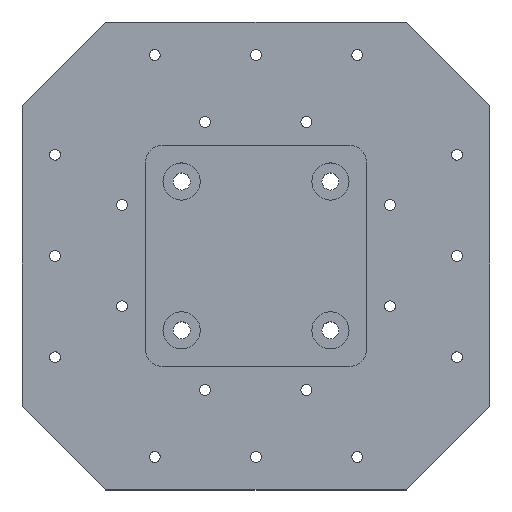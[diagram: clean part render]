
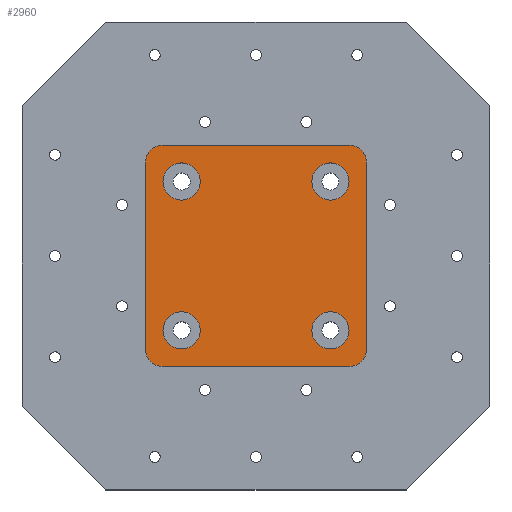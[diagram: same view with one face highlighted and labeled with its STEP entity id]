
A CAD part, top view. The second image highlights one B-rep face of the part: STEP entity #2960.
In plain terms, the highlighted planar face has unit normal (0, 0, 1).
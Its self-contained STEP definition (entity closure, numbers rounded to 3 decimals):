
#1623=CARTESIAN_POINT('',(-27.695,-35.366,14.922));
#1624=VERTEX_POINT('',#1623);
#1640=CARTESIAN_POINT('',(-24.159,-36.83,14.922));
#1641=VERTEX_POINT('',#1640);
#1648=CARTESIAN_POINT('',(-24.159,-31.83,14.922));
#1649=DIRECTION('',(0.0,0.0,-1.));
#1650=DIRECTION('',(-0.707,-0.707,0.0));
#1651=AXIS2_PLACEMENT_3D('',#1648,#1649,#1650);
#1652=CIRCLE('',#1651,5.);
#1653=EDGE_CURVE('',#1641,#1624,#1652,.T.);
#1665=CARTESIAN_POINT('',(-27.695,27.695,14.922));
#1666=VERTEX_POINT('',#1665);
#1682=CARTESIAN_POINT('',(-29.159,24.159,14.922));
#1683=VERTEX_POINT('',#1682);
#1690=CARTESIAN_POINT('',(-24.159,24.159,14.922));
#1691=DIRECTION('',(0.0,0.0,-1.));
#1692=DIRECTION('',(-0.707,0.707,0.0));
#1693=AXIS2_PLACEMENT_3D('',#1690,#1691,#1692);
#1694=CIRCLE('',#1693,5.);
#1695=EDGE_CURVE('',#1683,#1666,#1694,.T.);
#1707=CARTESIAN_POINT('',(35.366,27.695,14.922));
#1708=VERTEX_POINT('',#1707);
#1724=CARTESIAN_POINT('',(31.83,29.159,14.922));
#1725=VERTEX_POINT('',#1724);
#1732=CARTESIAN_POINT('',(31.83,24.159,14.922));
#1733=DIRECTION('',(0.0,0.0,-1.));
#1734=DIRECTION('',(0.707,0.707,0.0));
#1735=AXIS2_PLACEMENT_3D('',#1732,#1733,#1734);
#1736=CIRCLE('',#1735,5.);
#1737=EDGE_CURVE('',#1725,#1708,#1736,.T.);
#1749=CARTESIAN_POINT('',(35.366,-35.366,14.922));
#1750=VERTEX_POINT('',#1749);
#1766=CARTESIAN_POINT('',(36.83,-31.83,14.922));
#1767=VERTEX_POINT('',#1766);
#1774=CARTESIAN_POINT('',(31.83,-31.83,14.922));
#1775=DIRECTION('',(0.0,0.0,-1.));
#1776=DIRECTION('',(0.707,-0.707,0.0));
#1777=AXIS2_PLACEMENT_3D('',#1774,#1775,#1776);
#1778=CIRCLE('',#1777,5.);
#1779=EDGE_CURVE('',#1767,#1750,#1778,.T.);
#1833=CARTESIAN_POINT('',(-12.828,18.384,14.922));
#1834=VERTEX_POINT('',#1833);
#1850=CARTESIAN_POINT('',(-23.94,18.384,14.922));
#1851=VERTEX_POINT('',#1850);
#1858=CARTESIAN_POINT('',(-18.384,18.384,14.922));
#1859=DIRECTION('',(0.0,0.0,-1.0));
#1860=DIRECTION('',(1.0,0.0,0.0));
#1861=AXIS2_PLACEMENT_3D('',#1858,#1859,#1860);
#1862=CIRCLE('',#1861,5.556);
#1863=EDGE_CURVE('',#1834,#1851,#1862,.T.);
#1917=CARTESIAN_POINT('',(31.622,18.384,14.922));
#1918=VERTEX_POINT('',#1917);
#1934=CARTESIAN_POINT('',(20.51,18.384,14.922));
#1935=VERTEX_POINT('',#1934);
#1942=CARTESIAN_POINT('',(26.066,18.384,14.922));
#1943=DIRECTION('',(0.0,0.0,-1.0));
#1944=DIRECTION('',(1.0,0.0,0.0));
#1945=AXIS2_PLACEMENT_3D('',#1942,#1943,#1944);
#1946=CIRCLE('',#1945,5.556);
#1947=EDGE_CURVE('',#1918,#1935,#1946,.T.);
#2001=CARTESIAN_POINT('',(-12.828,-26.066,14.922));
#2002=VERTEX_POINT('',#2001);
#2018=CARTESIAN_POINT('',(-23.94,-26.066,14.922));
#2019=VERTEX_POINT('',#2018);
#2026=CARTESIAN_POINT('',(-18.384,-26.066,14.922));
#2027=DIRECTION('',(0.0,0.0,-1.0));
#2028=DIRECTION('',(1.0,0.0,0.0));
#2029=AXIS2_PLACEMENT_3D('',#2026,#2027,#2028);
#2030=CIRCLE('',#2029,5.556);
#2031=EDGE_CURVE('',#2002,#2019,#2030,.T.);
#2085=CARTESIAN_POINT('',(31.622,-26.066,14.922));
#2086=VERTEX_POINT('',#2085);
#2102=CARTESIAN_POINT('',(20.51,-26.066,14.922));
#2103=VERTEX_POINT('',#2102);
#2110=CARTESIAN_POINT('',(26.066,-26.066,14.922));
#2111=DIRECTION('',(0.0,0.0,-1.0));
#2112=DIRECTION('',(1.0,0.0,0.0));
#2113=AXIS2_PLACEMENT_3D('',#2110,#2111,#2112);
#2114=CIRCLE('',#2113,5.556);
#2115=EDGE_CURVE('',#2086,#2103,#2114,.T.);
#2152=CARTESIAN_POINT('',(26.066,-26.066,14.922));
#2153=DIRECTION('',(0.0,0.0,-1.0));
#2154=DIRECTION('',(1.0,0.0,0.0));
#2155=AXIS2_PLACEMENT_3D('',#2152,#2153,#2154);
#2156=CIRCLE('',#2155,5.556);
#2157=EDGE_CURVE('',#2103,#2086,#2156,.T.);
#2214=CARTESIAN_POINT('',(-18.384,-26.066,14.922));
#2215=DIRECTION('',(0.0,0.0,-1.0));
#2216=DIRECTION('',(1.0,0.0,0.0));
#2217=AXIS2_PLACEMENT_3D('',#2214,#2215,#2216);
#2218=CIRCLE('',#2217,5.556);
#2219=EDGE_CURVE('',#2019,#2002,#2218,.T.);
#2276=CARTESIAN_POINT('',(26.066,18.384,14.922));
#2277=DIRECTION('',(0.0,0.0,-1.0));
#2278=DIRECTION('',(1.0,0.0,0.0));
#2279=AXIS2_PLACEMENT_3D('',#2276,#2277,#2278);
#2280=CIRCLE('',#2279,5.556);
#2281=EDGE_CURVE('',#1935,#1918,#2280,.T.);
#2338=CARTESIAN_POINT('',(-18.384,18.384,14.922));
#2339=DIRECTION('',(0.0,0.0,-1.0));
#2340=DIRECTION('',(1.0,0.0,0.0));
#2341=AXIS2_PLACEMENT_3D('',#2338,#2339,#2340);
#2342=CIRCLE('',#2341,5.556);
#2343=EDGE_CURVE('',#1851,#1834,#2342,.T.);
#2837=CARTESIAN_POINT('',(31.83,-36.83,14.922));
#2838=VERTEX_POINT('',#2837);
#2839=CARTESIAN_POINT('',(31.83,-31.83,14.922));
#2840=DIRECTION('',(0.0,0.0,-1.));
#2841=DIRECTION('',(0.707,-0.707,0.0));
#2842=AXIS2_PLACEMENT_3D('',#2839,#2840,#2841);
#2843=CIRCLE('',#2842,5.);
#2844=EDGE_CURVE('',#1750,#2838,#2843,.T.);
#2870=CARTESIAN_POINT('',(31.83,-36.83,14.922));
#2871=DIRECTION('',(-1.0,0.0,0.0));
#2872=VECTOR('',#2871,55.989);
#2873=LINE('',#2870,#2872);
#2874=EDGE_CURVE('',#2838,#1641,#2873,.T.);
#2886=CARTESIAN_POINT('',(0.,0.,14.922));
#2887=DIRECTION('',(0.0,0.0,1.0));
#2888=DIRECTION('',(1.0,0.0,0.0));
#2889=AXIS2_PLACEMENT_3D('',#2886,#2887,#2888);
#2890=PLANE('',#2889);
#2891=ORIENTED_EDGE('',*,*,#1779,.F.);
#2892=CARTESIAN_POINT('',(36.83,24.159,14.922));
#2893=VERTEX_POINT('',#2892);
#2894=CARTESIAN_POINT('',(36.83,24.159,14.922));
#2895=DIRECTION('',(0.0,-1.0,0.0));
#2896=VECTOR('',#2895,55.989);
#2897=LINE('',#2894,#2896);
#2898=EDGE_CURVE('',#2893,#1767,#2897,.T.);
#2899=ORIENTED_EDGE('',*,*,#2898,.F.);
#2900=CARTESIAN_POINT('',(31.83,24.159,14.922));
#2901=DIRECTION('',(0.0,0.0,-1.));
#2902=DIRECTION('',(0.707,0.707,0.0));
#2903=AXIS2_PLACEMENT_3D('',#2900,#2901,#2902);
#2904=CIRCLE('',#2903,5.);
#2905=EDGE_CURVE('',#1708,#2893,#2904,.T.);
#2906=ORIENTED_EDGE('',*,*,#2905,.F.);
#2907=ORIENTED_EDGE('',*,*,#1737,.F.);
#2908=CARTESIAN_POINT('',(-24.159,29.159,14.922));
#2909=VERTEX_POINT('',#2908);
#2910=CARTESIAN_POINT('',(-24.159,29.159,14.922));
#2911=DIRECTION('',(1.0,0.0,0.0));
#2912=VECTOR('',#2911,55.989);
#2913=LINE('',#2910,#2912);
#2914=EDGE_CURVE('',#2909,#1725,#2913,.T.);
#2915=ORIENTED_EDGE('',*,*,#2914,.F.);
#2916=CARTESIAN_POINT('',(-24.159,24.159,14.922));
#2917=DIRECTION('',(0.0,0.0,-1.));
#2918=DIRECTION('',(-0.707,0.707,0.0));
#2919=AXIS2_PLACEMENT_3D('',#2916,#2917,#2918);
#2920=CIRCLE('',#2919,5.);
#2921=EDGE_CURVE('',#1666,#2909,#2920,.T.);
#2922=ORIENTED_EDGE('',*,*,#2921,.F.);
#2923=ORIENTED_EDGE('',*,*,#1695,.F.);
#2924=CARTESIAN_POINT('',(-29.159,-31.83,14.922));
#2925=VERTEX_POINT('',#2924);
#2926=CARTESIAN_POINT('',(-29.159,-31.83,14.922));
#2927=DIRECTION('',(0.0,1.0,0.0));
#2928=VECTOR('',#2927,55.989);
#2929=LINE('',#2926,#2928);
#2930=EDGE_CURVE('',#2925,#1683,#2929,.T.);
#2931=ORIENTED_EDGE('',*,*,#2930,.F.);
#2932=CARTESIAN_POINT('',(-24.159,-31.83,14.922));
#2933=DIRECTION('',(0.0,0.0,-1.));
#2934=DIRECTION('',(-0.707,-0.707,0.0));
#2935=AXIS2_PLACEMENT_3D('',#2932,#2933,#2934);
#2936=CIRCLE('',#2935,5.);
#2937=EDGE_CURVE('',#1624,#2925,#2936,.T.);
#2938=ORIENTED_EDGE('',*,*,#2937,.F.);
#2939=ORIENTED_EDGE('',*,*,#1653,.F.);
#2940=ORIENTED_EDGE('',*,*,#2874,.F.);
#2941=ORIENTED_EDGE('',*,*,#2844,.F.);
#2942=EDGE_LOOP('',(#2891,#2899,#2906,#2907,#2915,#2922,#2923,#2931,#2938,#2939,#2940,#2941));
#2943=FACE_OUTER_BOUND('',#2942,.T.);
#2944=ORIENTED_EDGE('',*,*,#2115,.T.);
#2945=ORIENTED_EDGE('',*,*,#2157,.T.);
#2946=EDGE_LOOP('',(#2944,#2945));
#2947=FACE_BOUND('',#2946,.T.);
#2948=ORIENTED_EDGE('',*,*,#2031,.T.);
#2949=ORIENTED_EDGE('',*,*,#2219,.T.);
#2950=EDGE_LOOP('',(#2948,#2949));
#2951=FACE_BOUND('',#2950,.T.);
#2952=ORIENTED_EDGE('',*,*,#1947,.T.);
#2953=ORIENTED_EDGE('',*,*,#2281,.T.);
#2954=EDGE_LOOP('',(#2952,#2953));
#2955=FACE_BOUND('',#2954,.T.);
#2956=ORIENTED_EDGE('',*,*,#1863,.T.);
#2957=ORIENTED_EDGE('',*,*,#2343,.T.);
#2958=EDGE_LOOP('',(#2956,#2957));
#2959=FACE_BOUND('',#2958,.T.);
#2960=ADVANCED_FACE('',(#2943,#2947,#2951,#2955,#2959),#2890,.T.);
